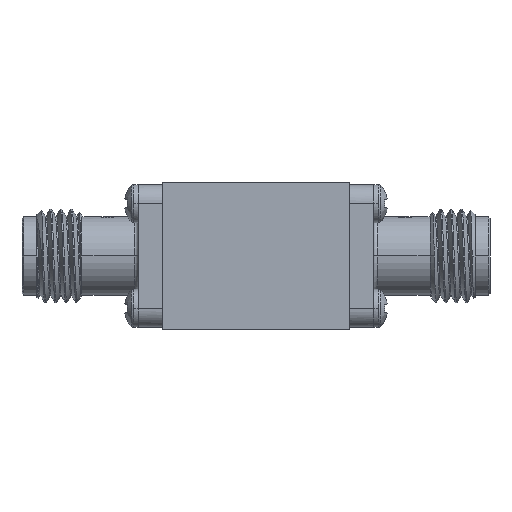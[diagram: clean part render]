
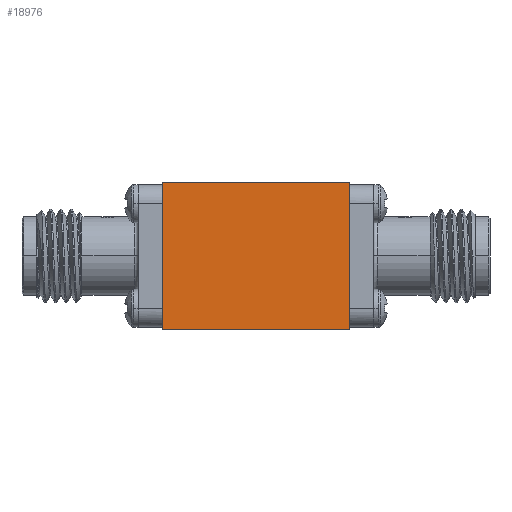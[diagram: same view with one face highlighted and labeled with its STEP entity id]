
A CAD part, left-side view. The second image highlights one B-rep face of the part: STEP entity #18976.
In plain terms, the highlighted planar face has unit normal (-1, 0, 0).
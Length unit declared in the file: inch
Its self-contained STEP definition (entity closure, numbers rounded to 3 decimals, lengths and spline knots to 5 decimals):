
#1364 = VECTOR ( 'NONE', #32707, 39.37008 ) ;
#3570 = VERTEX_POINT ( 'NONE', #12792 ) ;
#4977 = DIRECTION ( 'NONE',  ( 0., 0., -1. ) ) ;
#5610 = VERTEX_POINT ( 'NONE', #31411 ) ;
#5710 = LINE ( 'NONE', #13827, #34953 ) ;
#6595 = EDGE_CURVE ( 'NONE', #5610, #3570, #5710, .T. ) ;
#10515 = CARTESIAN_POINT ( 'NONE',  ( -0.5, 0.25, 0.19685 ) ) ;
#12792 = CARTESIAN_POINT ( 'NONE',  ( -0.5, -0.25, -0.19685 ) ) ;
#12993 = CARTESIAN_POINT ( 'NONE',  ( -0.5, -0.25, 0.19685 ) ) ;
#13827 = CARTESIAN_POINT ( 'NONE',  ( -0.5, -0.25, 0.19685 ) ) ;
#14216 = ORIENTED_EDGE ( 'NONE', *, *, #25006, .T. ) ;
#14537 = CARTESIAN_POINT ( 'NONE',  ( -0.5, 0.25, -0.19685 ) ) ;
#15310 = VECTOR ( 'NONE', #18831, 39.37008 ) ;
#16714 = EDGE_CURVE ( 'NONE', #31633, #5610, #29754, .T. ) ;
#18831 = DIRECTION ( 'NONE',  ( 0., -1., 0. ) ) ;
#18976 = ADVANCED_FACE ( 'NONE', ( #28390 ), #22868, .F. ) ;
#20516 = AXIS2_PLACEMENT_3D ( 'NONE', #31336, #34101, #25637 ) ;
#22672 = DIRECTION ( 'NONE',  ( 0., 0., -1. ) ) ;
#22868 = PLANE ( 'NONE',  #20516 ) ;
#22945 = VERTEX_POINT ( 'NONE', #14537 ) ;
#25006 = EDGE_CURVE ( 'NONE', #31633, #22945, #27285, .T. ) ;
#25637 = DIRECTION ( 'NONE',  ( 0., 1., 0. ) ) ;
#27285 = LINE ( 'NONE', #10515, #35805 ) ;
#28390 = FACE_OUTER_BOUND ( 'NONE', #29544, .T. ) ;
#28817 = LINE ( 'NONE', #32682, #15310 ) ;
#29163 = ORIENTED_EDGE ( 'NONE', *, *, #30708, .T. ) ;
#29544 = EDGE_LOOP ( 'NONE', ( #29163, #35219, #33597, #14216 ) ) ;
#29754 = LINE ( 'NONE', #12993, #1364 ) ;
#30708 = EDGE_CURVE ( 'NONE', #22945, #3570, #28817, .T. ) ;
#31336 = CARTESIAN_POINT ( 'NONE',  ( -0.5, -0.25, 0.19685 ) ) ;
#31411 = CARTESIAN_POINT ( 'NONE',  ( -0.5, -0.25, 0.19685 ) ) ;
#31633 = VERTEX_POINT ( 'NONE', #33987 ) ;
#32682 = CARTESIAN_POINT ( 'NONE',  ( -0.5, -0.25, -0.19685 ) ) ;
#32707 = DIRECTION ( 'NONE',  ( 0., -1., 0. ) ) ;
#33597 = ORIENTED_EDGE ( 'NONE', *, *, #16714, .F. ) ;
#33987 = CARTESIAN_POINT ( 'NONE',  ( -0.5, 0.25, 0.19685 ) ) ;
#34101 = DIRECTION ( 'NONE',  ( 1., 0., 0. ) ) ;
#34953 = VECTOR ( 'NONE', #22672, 39.37008 ) ;
#35219 = ORIENTED_EDGE ( 'NONE', *, *, #6595, .F. ) ;
#35805 = VECTOR ( 'NONE', #4977, 39.37008 ) ;
